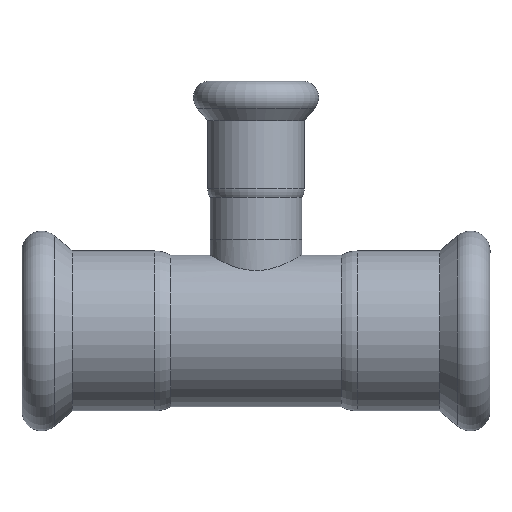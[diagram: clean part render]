
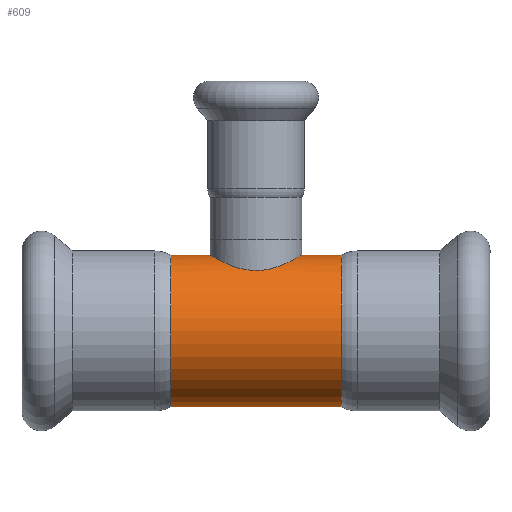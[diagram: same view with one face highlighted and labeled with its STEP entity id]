
A CAD part, front view. The second image highlights one B-rep face of the part: STEP entity #609.
In plain terms, the highlighted cylindrical face has radius 12 mm (diameter 24 mm), a full revolution.
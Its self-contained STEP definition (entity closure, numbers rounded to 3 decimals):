
#123=FACE_BOUND($,#216,.T.);
#124=FACE_BOUND($,#217,.T.);
#125=FACE_BOUND($,#218,.T.);
#170=B_SPLINE_CURVE_WITH_KNOTS($,3,(#1022,#1023,#1024,#1025,#1026,#1027,
#1028,#1029,#1030,#1031,#1032,#1033,#1034,#1035,#1036,#1037,#1038,#1039,
#1040,#1041,#1042,#1043,#1044,#1045,#1046,#1047,#1048,#1049,#1050,#1051,
#1052,#1053,#1054,#1055),.UNSPECIFIED.,.T.,.F.,(4,2,2,2,2,2,2,2,2,2,2,2,
2,2,2,2,4),(0.,0.283,0.566,0.847,1.128,
1.409,1.689,1.972,2.255,2.538,
2.821,3.102,3.383,3.664,3.945,
4.227,4.51),.UNSPECIFIED.);
#216=EDGE_LOOP($,(#469));
#217=EDGE_LOOP($,(#470));
#218=EDGE_LOOP($,(#471));
#305=CIRCLE($,#666,12.);
#306=CIRCLE($,#667,12.);
#351=VERTEX_POINT($,#1021);
#352=VERTEX_POINT($,#1056);
#353=VERTEX_POINT($,#1058);
#406=EDGE_CURVE($,#351,#351,#170,.T.);
#407=EDGE_CURVE($,#352,#352,#305,.T.);
#408=EDGE_CURVE($,#353,#353,#306,.T.);
#469=ORIENTED_EDGE($,*,*,#406,.T.);
#470=ORIENTED_EDGE($,*,*,#407,.F.);
#471=ORIENTED_EDGE($,*,*,#408,.T.);
#594=CYLINDRICAL_SURFACE($,#665,12.);
#609=ADVANCED_FACE($,(#123,#124,#125),#594,.T.);
#665=AXIS2_PLACEMENT_3D($,#1020,#769,#770);
#666=AXIS2_PLACEMENT_3D($,#1057,#771,#772);
#667=AXIS2_PLACEMENT_3D($,#1059,#773,#774);
#769=DIRECTION('center_axis',(1.,0.,0.));
#770=DIRECTION('ref_axis',(0.,1.,0.));
#771=DIRECTION('center_axis',(1.,0.,0.));
#772=DIRECTION('ref_axis',(0.,1.,0.));
#773=DIRECTION('center_axis',(1.,0.,0.));
#774=DIRECTION('ref_axis',(0.,1.,0.));
#1020=CARTESIAN_POINT('Origin',(0.,0.,0.));
#1021=CARTESIAN_POINT('',(0.,7.25,9.562));
#1022=CARTESIAN_POINT('Ctrl Pts',(0.,7.25,9.562));
#1023=CARTESIAN_POINT('Ctrl Pts',(0.943,7.25,9.562));
#1024=CARTESIAN_POINT('Ctrl Pts',(1.922,7.056,9.716));
#1025=CARTESIAN_POINT('Ctrl Pts',(3.696,6.311,10.216));
#1026=CARTESIAN_POINT('Ctrl Pts',(4.494,5.759,10.551));
#1027=CARTESIAN_POINT('Ctrl Pts',(5.755,4.498,11.147));
#1028=CARTESIAN_POINT('Ctrl Pts',(6.309,3.699,11.452));
#1029=CARTESIAN_POINT('Ctrl Pts',(7.058,1.919,11.881));
#1030=CARTESIAN_POINT('Ctrl Pts',(7.25,0.936,12.));
#1031=CARTESIAN_POINT('Ctrl Pts',(7.25,-0.936,12.));
#1032=CARTESIAN_POINT('Ctrl Pts',(7.058,-1.919,11.881));
#1033=CARTESIAN_POINT('Ctrl Pts',(6.309,-3.699,11.452));
#1034=CARTESIAN_POINT('Ctrl Pts',(5.755,-4.498,11.147));
#1035=CARTESIAN_POINT('Ctrl Pts',(4.494,-5.759,10.551));
#1036=CARTESIAN_POINT('Ctrl Pts',(3.696,-6.311,10.216));
#1037=CARTESIAN_POINT('Ctrl Pts',(1.922,-7.056,9.716));
#1038=CARTESIAN_POINT('Ctrl Pts',(0.943,-7.25,9.562));
#1039=CARTESIAN_POINT('Ctrl Pts',(-0.943,-7.25,9.562));
#1040=CARTESIAN_POINT('Ctrl Pts',(-1.922,-7.056,9.716));
#1041=CARTESIAN_POINT('Ctrl Pts',(-3.696,-6.311,10.216));
#1042=CARTESIAN_POINT('Ctrl Pts',(-4.494,-5.759,10.551));
#1043=CARTESIAN_POINT('Ctrl Pts',(-5.755,-4.498,11.147));
#1044=CARTESIAN_POINT('Ctrl Pts',(-6.309,-3.699,11.452));
#1045=CARTESIAN_POINT('Ctrl Pts',(-7.058,-1.919,11.881));
#1046=CARTESIAN_POINT('Ctrl Pts',(-7.25,-0.936,12.));
#1047=CARTESIAN_POINT('Ctrl Pts',(-7.25,0.936,12.));
#1048=CARTESIAN_POINT('Ctrl Pts',(-7.058,1.919,11.881));
#1049=CARTESIAN_POINT('Ctrl Pts',(-6.309,3.699,11.452));
#1050=CARTESIAN_POINT('Ctrl Pts',(-5.755,4.498,11.147));
#1051=CARTESIAN_POINT('Ctrl Pts',(-4.494,5.759,10.551));
#1052=CARTESIAN_POINT('Ctrl Pts',(-3.696,6.311,10.216));
#1053=CARTESIAN_POINT('Ctrl Pts',(-1.922,7.056,9.716));
#1054=CARTESIAN_POINT('Ctrl Pts',(-0.943,7.25,9.562));
#1055=CARTESIAN_POINT('Ctrl Pts',(0.,7.25,9.562));
#1056=CARTESIAN_POINT('',(16.,12.,0.));
#1057=CARTESIAN_POINT('Origin',(16.,0.,0.));
#1058=CARTESIAN_POINT('',(-16.,12.,0.));
#1059=CARTESIAN_POINT('Origin',(-16.,0.,0.));
